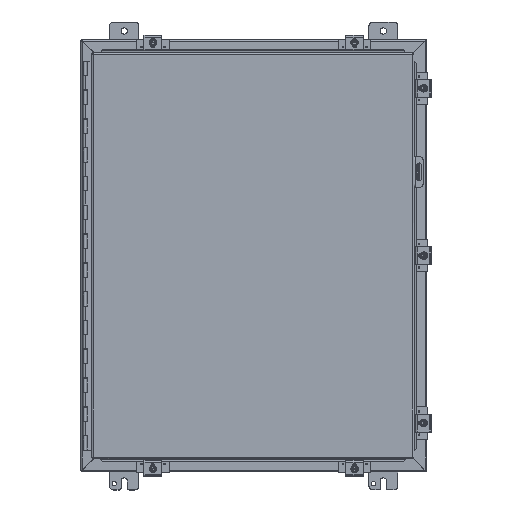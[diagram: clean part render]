
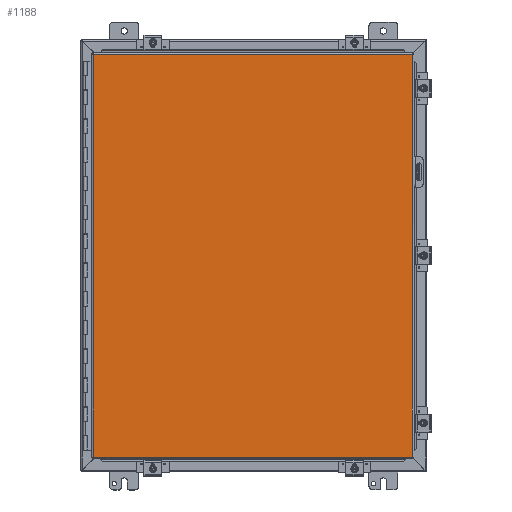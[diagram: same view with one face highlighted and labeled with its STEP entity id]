
A CAD part, top view. The second image highlights one B-rep face of the part: STEP entity #1188.
In plain terms, the highlighted face is planar.
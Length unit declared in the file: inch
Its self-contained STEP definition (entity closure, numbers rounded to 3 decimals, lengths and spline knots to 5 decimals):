
#30 = VERTEX_POINT ( 'NONE', #8679 ) ;
#371 = DIRECTION ( 'NONE',  ( 0., 1., 0. ) ) ;
#807 = VECTOR ( 'NONE', #18052, 39.37008 ) ;
#1188 = ADVANCED_FACE ( 'NONE', ( #13716 ), #7847, .F. ) ;
#5060 = CARTESIAN_POINT ( 'NONE',  ( -11.08225, 13.9885, 0. ) ) ;
#5304 = VECTOR ( 'NONE', #371, 39.37008 ) ;
#5987 = CARTESIAN_POINT ( 'NONE',  ( -11.08225, -13.9885, 0. ) ) ;
#6594 = DIRECTION ( 'NONE',  ( 1., 0., 0. ) ) ;
#6696 = DIRECTION ( 'NONE',  ( 0., 0., 1. ) ) ;
#6768 = CARTESIAN_POINT ( 'NONE',  ( 0., 0., 0. ) ) ;
#7282 = AXIS2_PLACEMENT_3D ( 'NONE', #6768, #6696, #6594 ) ;
#7847 = PLANE ( 'NONE',  #7282 ) ;
#8002 = VERTEX_POINT ( 'NONE', #12953 ) ;
#8679 = CARTESIAN_POINT ( 'NONE',  ( -11.08225, -13.9885, 0. ) ) ;
#9312 = DIRECTION ( 'NONE',  ( 1., 0., 0. ) ) ;
#9505 = EDGE_CURVE ( 'NONE', #8002, #30, #34940, .T. ) ;
#9897 = VERTEX_POINT ( 'NONE', #22650 ) ;
#12953 = CARTESIAN_POINT ( 'NONE',  ( 11.08225, -13.9885, 0. ) ) ;
#13344 = EDGE_CURVE ( 'NONE', #30, #34004, #48534, .T. ) ;
#13716 = FACE_OUTER_BOUND ( 'NONE', #19057, .T. ) ;
#18052 = DIRECTION ( 'NONE',  ( 0., -1., 0. ) ) ;
#19057 = EDGE_LOOP ( 'NONE', ( #46080, #21505, #22305, #38893 ) ) ;
#21505 = ORIENTED_EDGE ( 'NONE', *, *, #39789, .T. ) ;
#22305 = ORIENTED_EDGE ( 'NONE', *, *, #25134, .T. ) ;
#22650 = CARTESIAN_POINT ( 'NONE',  ( 11.08225, 13.9885, 0. ) ) ;
#22981 = LINE ( 'NONE', #43152, #807 ) ;
#25134 = EDGE_CURVE ( 'NONE', #9897, #8002, #22981, .T. ) ;
#25834 = LINE ( 'NONE', #5060, #35712 ) ;
#29465 = CARTESIAN_POINT ( 'NONE',  ( -11.08225, 13.9885, 0. ) ) ;
#34004 = VERTEX_POINT ( 'NONE', #29465 ) ;
#34940 = LINE ( 'NONE', #37628, #44606 ) ;
#35712 = VECTOR ( 'NONE', #9312, 39.37008 ) ;
#37628 = CARTESIAN_POINT ( 'NONE',  ( 11.08225, -13.9885, 0. ) ) ;
#37699 = DIRECTION ( 'NONE',  ( -1., 0., 0. ) ) ;
#38893 = ORIENTED_EDGE ( 'NONE', *, *, #9505, .T. ) ;
#39789 = EDGE_CURVE ( 'NONE', #34004, #9897, #25834, .T. ) ;
#43152 = CARTESIAN_POINT ( 'NONE',  ( 11.08225, 13.9885, 0. ) ) ;
#44606 = VECTOR ( 'NONE', #37699, 39.37008 ) ;
#46080 = ORIENTED_EDGE ( 'NONE', *, *, #13344, .T. ) ;
#48534 = LINE ( 'NONE', #5987, #5304 ) ;
